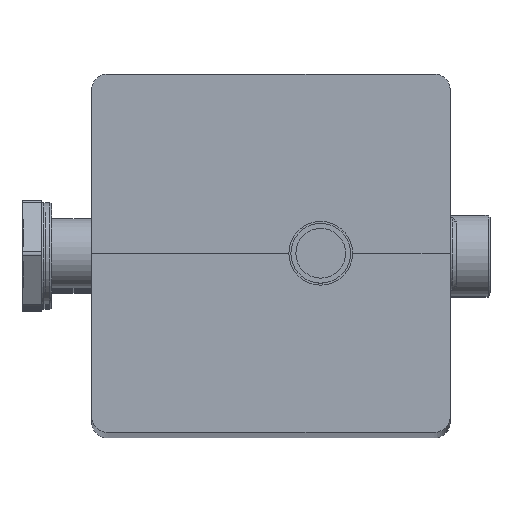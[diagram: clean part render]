
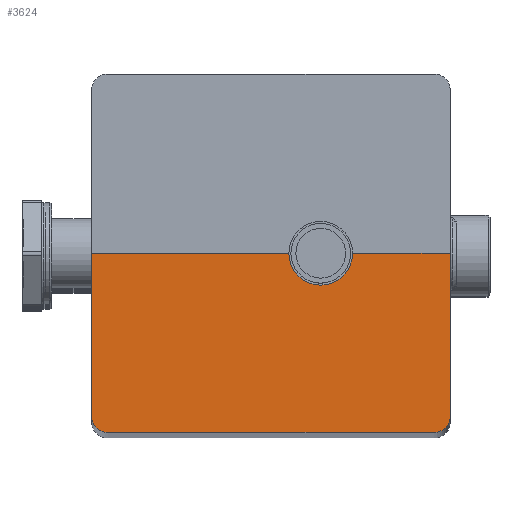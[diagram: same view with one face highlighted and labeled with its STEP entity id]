
A CAD part, top view. The second image highlights one B-rep face of the part: STEP entity #3624.
In plain terms, the highlighted planar face has unit normal (0, 0, 1).
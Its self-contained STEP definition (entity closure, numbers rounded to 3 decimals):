
#180=LINE('',#5729,#422);
#187=LINE('',#5742,#429);
#191=LINE('',#5760,#433);
#266=LINE('',#5975,#508);
#270=LINE('',#5983,#512);
#422=VECTOR('',#4650,49.);
#429=VECTOR('',#4659,99.);
#433=VECTOR('',#4677,82.);
#508=VECTOR('',#4892,164.);
#512=VECTOR('',#4902,82.);
#720=PLANE('',#4013);
#1032=FACE_OUTER_BOUND('',#1367,.T.);
#1367=EDGE_LOOP('',(#2981,#2982,#2983,#2984,#2985,#2986,#2987,#2988));
#1561=CIRCLE('',#3927,16.);
#1599=CIRCLE('',#4007,8.);
#1600=CIRCLE('',#4010,8.);
#1784=VERTEX_POINT('',#5709);
#1786=VERTEX_POINT('',#5712);
#1792=VERTEX_POINT('',#5728);
#1797=VERTEX_POINT('',#5740);
#1804=VERTEX_POINT('',#5759);
#1873=VERTEX_POINT('',#5970);
#1874=VERTEX_POINT('',#5974);
#1875=VERTEX_POINT('',#5978);
#2132=EDGE_CURVE('',#1786,#1784,#1561,.T.);
#2140=EDGE_CURVE('',#1792,#1786,#180,.T.);
#2147=EDGE_CURVE('',#1784,#1797,#187,.T.);
#2155=EDGE_CURVE('',#1804,#1792,#191,.T.);
#2261=EDGE_CURVE('',#1873,#1804,#1599,.T.);
#2263=EDGE_CURVE('',#1874,#1873,#266,.T.);
#2265=EDGE_CURVE('',#1875,#1874,#1600,.T.);
#2268=EDGE_CURVE('',#1797,#1875,#270,.T.);
#2981=ORIENTED_EDGE('',*,*,#2132,.T.);
#2982=ORIENTED_EDGE('',*,*,#2147,.T.);
#2983=ORIENTED_EDGE('',*,*,#2268,.T.);
#2984=ORIENTED_EDGE('',*,*,#2265,.T.);
#2985=ORIENTED_EDGE('',*,*,#2263,.T.);
#2986=ORIENTED_EDGE('',*,*,#2261,.T.);
#2987=ORIENTED_EDGE('',*,*,#2155,.T.);
#2988=ORIENTED_EDGE('',*,*,#2140,.T.);
#3624=ADVANCED_FACE('',(#1032),#720,.T.);
#3927=AXIS2_PLACEMENT_3D('',#5713,#4636,#4637);
#4007=AXIS2_PLACEMENT_3D('',#5971,#4887,#4888);
#4010=AXIS2_PLACEMENT_3D('',#5979,#4896,#4897);
#4013=AXIS2_PLACEMENT_3D('',#5985,#4905,#4906);
#4636=DIRECTION('center_axis',(0.,0.,-1.));
#4637=DIRECTION('ref_axis',(-1.,0.,0.));
#4650=DIRECTION('',(-1.,0.,0.));
#4659=DIRECTION('',(-1.,0.,0.));
#4677=DIRECTION('',(0.,1.,0.));
#4887=DIRECTION('center_axis',(0.,0.,1.));
#4888=DIRECTION('ref_axis',(0.,1.,0.));
#4892=DIRECTION('',(1.,0.,0.));
#4896=DIRECTION('center_axis',(0.,0.,1.));
#4897=DIRECTION('ref_axis',(1.,0.,0.));
#4902=DIRECTION('',(0.,-1.,0.));
#4905=DIRECTION('center_axis',(0.,0.,1.));
#4906=DIRECTION('ref_axis',(1.,0.,0.));
#5709=CARTESIAN_POINT('',(9.,0.,795.));
#5712=CARTESIAN_POINT('',(41.,0.,795.));
#5713=CARTESIAN_POINT('Origin',(25.,0.,795.));
#5728=CARTESIAN_POINT('',(90.,0.,795.));
#5729=CARTESIAN_POINT('',(-90.,0.,795.));
#5740=CARTESIAN_POINT('',(-90.,0.,795.));
#5742=CARTESIAN_POINT('',(-90.,0.,795.));
#5759=CARTESIAN_POINT('',(90.,-82.,795.));
#5760=CARTESIAN_POINT('',(90.,0.,795.));
#5970=CARTESIAN_POINT('',(82.,-90.,795.));
#5971=CARTESIAN_POINT('Origin',(82.,-82.,795.));
#5974=CARTESIAN_POINT('',(-82.,-90.,795.));
#5975=CARTESIAN_POINT('',(82.,-90.,795.));
#5978=CARTESIAN_POINT('',(-90.,-82.,795.));
#5979=CARTESIAN_POINT('Origin',(-82.,-82.,795.));
#5983=CARTESIAN_POINT('',(-90.,-82.,795.));
#5985=CARTESIAN_POINT('Origin',(0.,-43.894,
795.));
